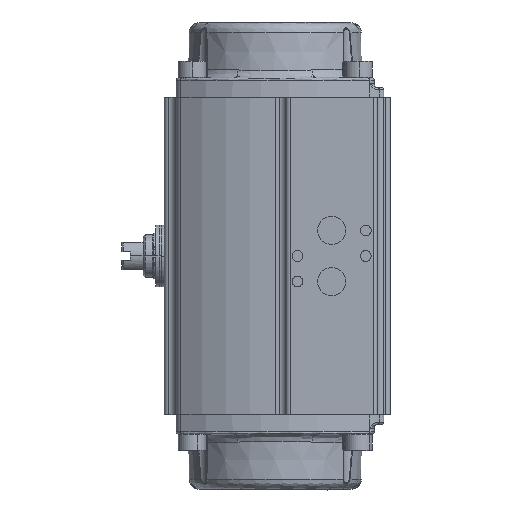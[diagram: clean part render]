
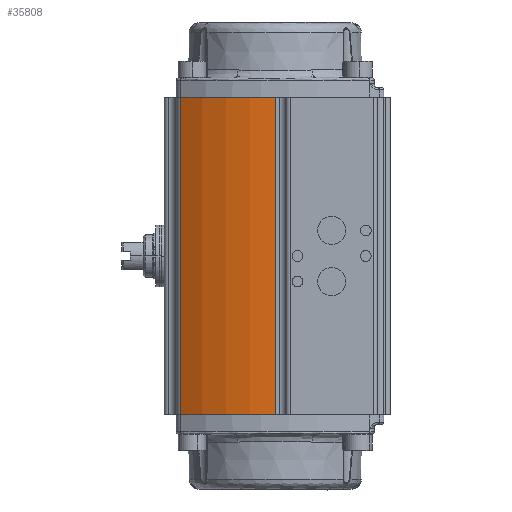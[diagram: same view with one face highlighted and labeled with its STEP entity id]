
A CAD part, left-side view. The second image highlights one B-rep face of the part: STEP entity #35808.
In plain terms, the highlighted cylindrical face has radius 78 mm (diameter 156 mm), a partial arc.
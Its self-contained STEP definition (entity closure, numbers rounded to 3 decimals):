
#295 = AXIS2_PLACEMENT_3D ( 'NONE', #3129, #36628, #15594 ) ;
#837 = DIRECTION ( 'NONE',  ( -1., 0., 0. ) ) ;
#1018 = DIRECTION ( 'NONE',  ( 0., 0., -1. ) ) ;
#2557 = AXIS2_PLACEMENT_3D ( 'NONE', #25310, #10588, #837 ) ;
#3129 = CARTESIAN_POINT ( 'NONE',  ( 1188.592, 723.071, 185. ) ) ;
#6890 = DIRECTION ( 'NONE',  ( 0., 0., -1. ) ) ;
#7133 = DIRECTION ( 'NONE',  ( -1., 0., 0. ) ) ;
#9000 = VECTOR ( 'NONE', #6890, 1000. ) ;
#10588 = DIRECTION ( 'NONE',  ( 0., 0., -1. ) ) ;
#12662 = CARTESIAN_POINT ( 'NONE',  ( 1110.592, 723.071, 36. ) ) ;
#12952 = CARTESIAN_POINT ( 'NONE',  ( 1188.592, 723.071, 221. ) ) ;
#14411 = EDGE_CURVE ( 'NONE', #36568, #17978, #34185, .T. ) ;
#15594 = DIRECTION ( 'NONE',  ( 1., 0., 0. ) ) ;
#17066 = EDGE_CURVE ( 'NONE', #36104, #34180, #23778, .T. ) ;
#17978 = VERTEX_POINT ( 'NONE', #27647 ) ;
#18608 = DIRECTION ( 'NONE',  ( 0., 0., -1. ) ) ;
#20182 = AXIS2_PLACEMENT_3D ( 'NONE', #12952, #1018, #7133 ) ;
#21743 = ORIENTED_EDGE ( 'NONE', *, *, #17066, .F. ) ;
#22314 = ORIENTED_EDGE ( 'NONE', *, *, #14411, .F. ) ;
#22328 = CARTESIAN_POINT ( 'NONE',  ( 1110.592, 723.071, 221. ) ) ;
#22573 = EDGE_CURVE ( 'NONE', #36104, #17978, #32082, .T. ) ;
#23778 = CIRCLE ( 'NONE', #295, 78. ) ;
#23941 = EDGE_LOOP ( 'NONE', ( #35326, #21743, #29227, #22314 ) ) ;
#25240 = CARTESIAN_POINT ( 'NONE',  ( 1124.422, 767.414, 185. ) ) ;
#25289 = FACE_OUTER_BOUND ( 'NONE', #23941, .T. ) ;
#25310 = CARTESIAN_POINT ( 'NONE',  ( 1188.592, 723.071, 36. ) ) ;
#27647 = CARTESIAN_POINT ( 'NONE',  ( 1124.422, 767.414, 36. ) ) ;
#27654 = LINE ( 'NONE', #22328, #9000 ) ;
#29227 = ORIENTED_EDGE ( 'NONE', *, *, #22573, .T. ) ;
#29739 = VECTOR ( 'NONE', #18608, 1000. ) ;
#30373 = CYLINDRICAL_SURFACE ( 'NONE', #20182, 78. ) ;
#31691 = EDGE_CURVE ( 'NONE', #34180, #36568, #27654, .T. ) ;
#32082 = LINE ( 'NONE', #36962, #29739 ) ;
#32814 = CARTESIAN_POINT ( 'NONE',  ( 1110.592, 723.071, 185. ) ) ;
#34180 = VERTEX_POINT ( 'NONE', #32814 ) ;
#34185 = CIRCLE ( 'NONE', #2557, 78. ) ;
#35326 = ORIENTED_EDGE ( 'NONE', *, *, #31691, .F. ) ;
#35808 = ADVANCED_FACE ( 'NONE', ( #25289 ), #30373, .T. ) ;
#36104 = VERTEX_POINT ( 'NONE', #25240 ) ;
#36568 = VERTEX_POINT ( 'NONE', #12662 ) ;
#36628 = DIRECTION ( 'NONE',  ( 0., 0., 1. ) ) ;
#36962 = CARTESIAN_POINT ( 'NONE',  ( 1124.422, 767.414, 221. ) ) ;
